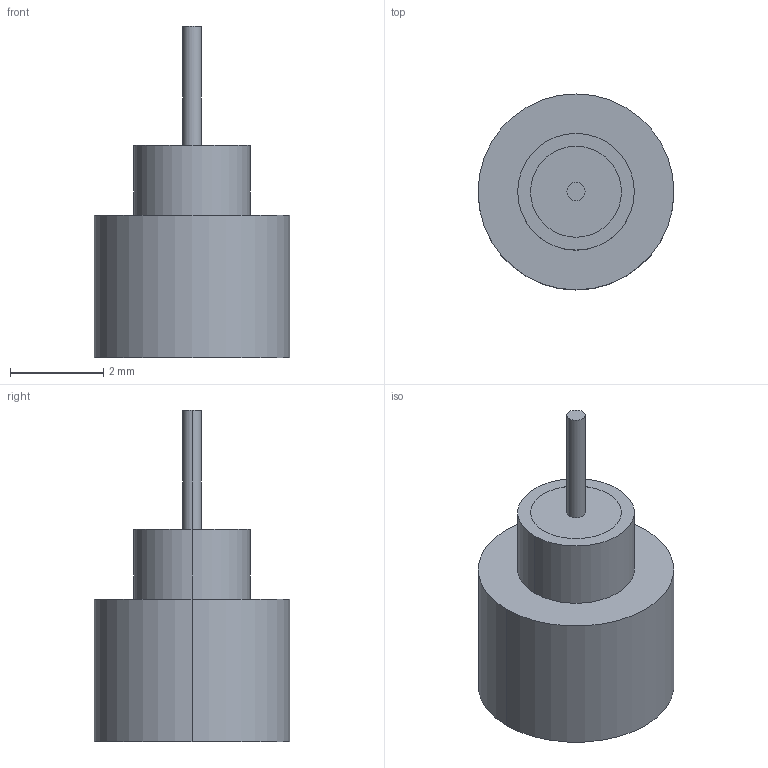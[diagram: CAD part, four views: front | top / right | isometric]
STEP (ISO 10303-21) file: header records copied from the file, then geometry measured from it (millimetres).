
FILE_DESCRIPTION (( 'STEP AP203' ), '1' );
FILE_NAME ('30.STEP', '2020-03-05T00:51:56', ( '' ), ( '' ), 'SwSTEP 2.0', 'SolidWorks 2017', '' );
FILE_SCHEMA (( 'CONFIG_CONTROL_DESIGN' ));
Length unit declared in the file: millimetre
Products named in the file (1): 30
Bounding box: 4.2 x 4.2 x 7.1 mm (x, y, z)
Volume: 26.6 mm3; surface area: 110.4 mm2
Topology: 1 solids, 1 shells, 34 faces, 66 edges, 40 vertices
Faces by surface type: cylinder 18, plane 8, cone 6, torus 2
Entity records: 953 total; most frequent: DIRECTION 178, CARTESIAN_POINT 141, ORIENTED_EDGE 132, AXIS2_PLACEMENT_3D 77, EDGE_CURVE 66, CIRCLE 42, VERTEX_POINT 40, EDGE_LOOP 40
